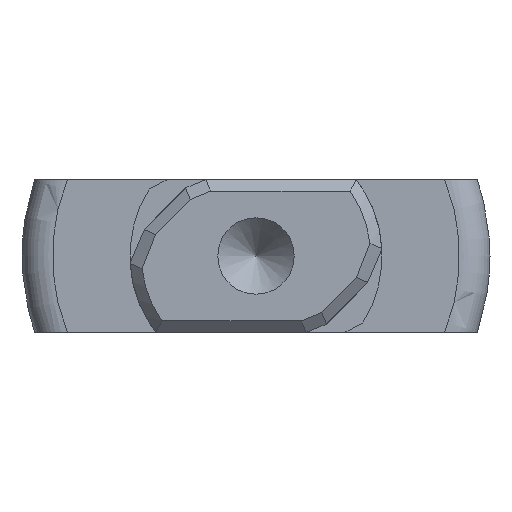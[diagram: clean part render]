
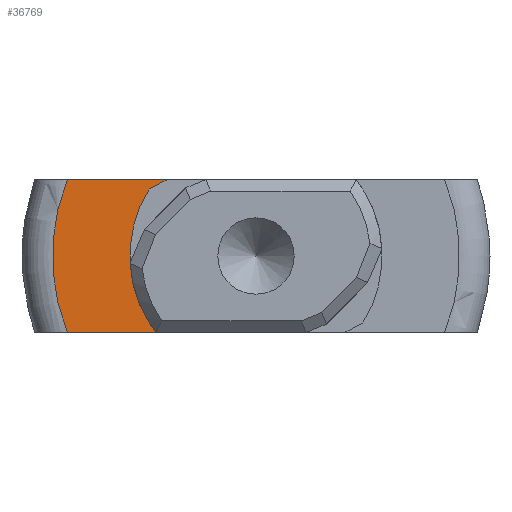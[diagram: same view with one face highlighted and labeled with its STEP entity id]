
A CAD part, left-side view. The second image highlights one B-rep face of the part: STEP entity #36769.
In plain terms, the highlighted planar face has unit normal (-1, 0, 0).
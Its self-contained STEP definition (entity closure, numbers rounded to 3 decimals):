
#722 = PLANE('',#723);
#723 = AXIS2_PLACEMENT_3D('',#724,#725,#726);
#724 = CARTESIAN_POINT('',(-6.25,-6.25,2.));
#725 = DIRECTION('',(0.,0.,1.));
#726 = DIRECTION('',(0.,1.,0.));
#15526 = VERTEX_POINT('',#15527);
#15527 = CARTESIAN_POINT('',(0.,4.94,2.));
#15561 = TOROIDAL_SURFACE('',#15562,5.329,0.8);
#15562 = AXIS2_PLACEMENT_3D('',#15563,#15564,#15565);
#15563 = CARTESIAN_POINT('',(0.8,0.,0.));
#15564 = DIRECTION('',(1.,0.,0.));
#15565 = DIRECTION('',(0.,0.,-1.));
#15595 = EDGE_CURVE('',#15526,#15596,#15598,.T.);
#15596 = VERTEX_POINT('',#15597);
#15597 = CARTESIAN_POINT('',(0.,2.327,2.));
#15598 = SURFACE_CURVE('',#15599,(#15603,#15610),.PCURVE_S1.);
#15599 = LINE('',#15600,#15601);
#15600 = CARTESIAN_POINT('',(0.,5.79,2.));
#15601 = VECTOR('',#15602,1.);
#15602 = DIRECTION('',(0.,-1.,0.));
#15603 = PCURVE('',#722,#15604);
#15604 = DEFINITIONAL_REPRESENTATION('',(#15605),#15609);
#15605 = LINE('',#15606,#15607);
#15606 = CARTESIAN_POINT('',(12.04,-6.25));
#15607 = VECTOR('',#15608,1.);
#15608 = DIRECTION('',(-1.,-0.));
#15609 = ( GEOMETRIC_REPRESENTATION_CONTEXT(2) 
PARAMETRIC_REPRESENTATION_CONTEXT() REPRESENTATION_CONTEXT('2D SPACE',''
  ) );
#15610 = PCURVE('',#15611,#15616);
#15611 = PLANE('',#15612);
#15612 = AXIS2_PLACEMENT_3D('',#15613,#15614,#15615);
#15613 = CARTESIAN_POINT('',(0.,5.329,
    0.));
#15614 = DIRECTION('',(-1.,0.,0.));
#15615 = DIRECTION('',(0.,0.,1.));
#15616 = DEFINITIONAL_REPRESENTATION('',(#15617),#15621);
#15617 = LINE('',#15618,#15619);
#15618 = CARTESIAN_POINT('',(2.,0.46));
#15619 = VECTOR('',#15620,1.);
#15620 = DIRECTION('',(0.,-1.));
#15621 = ( GEOMETRIC_REPRESENTATION_CONTEXT(2) 
PARAMETRIC_REPRESENTATION_CONTEXT() REPRESENTATION_CONTEXT('2D SPACE',''
  ) );
#15639 = PLANE('',#15640);
#15640 = AXIS2_PLACEMENT_3D('',#15641,#15642,#15643);
#15641 = CARTESIAN_POINT('',(-21.125,2.561,1.878));
#15642 = DIRECTION('',(0.,0.464,0.886
    ));
#15643 = DIRECTION('',(1.,0.,0.));
#32975 = PLANE('',#32976);
#32976 = AXIS2_PLACEMENT_3D('',#32977,#32978,#32979);
#32977 = CARTESIAN_POINT('',(-6.25,6.25,-2.));
#32978 = DIRECTION('',(0.,0.,-1.));
#32979 = DIRECTION('',(0.,-1.,0.));
#35056 = PLANE('',#35057);
#35057 = AXIS2_PLACEMENT_3D('',#35058,#35059,#35060);
#35058 = CARTESIAN_POINT('',(-21.125,2.561,-1.878));
#35059 = DIRECTION('',(0.,0.464,-0.886
    ));
#35060 = DIRECTION('',(-1.,0.,0.));
#35076 = VERTEX_POINT('',#35077);
#35077 = CARTESIAN_POINT('',(0.,2.795,
    -1.755));
#35091 = CYLINDRICAL_SURFACE('',#35092,3.3);
#35092 = AXIS2_PLACEMENT_3D('',#35093,#35094,#35095);
#35093 = CARTESIAN_POINT('',(-21.125,0.,
    0.));
#35094 = DIRECTION('',(1.,0.,0.));
#35095 = DIRECTION('',(0.,1.,0.));
#35103 = EDGE_CURVE('',#35104,#35076,#35106,.T.);
#35104 = VERTEX_POINT('',#35105);
#35105 = CARTESIAN_POINT('',(0.,2.327,-2.));
#35106 = SURFACE_CURVE('',#35107,(#35111,#35118),.PCURVE_S1.);
#35107 = LINE('',#35108,#35109);
#35108 = CARTESIAN_POINT('',(0.,4.033,-1.107));
#35109 = VECTOR('',#35110,1.);
#35110 = DIRECTION('',(0.,0.886,0.464)
  );
#35111 = PCURVE('',#35056,#35112);
#35112 = DEFINITIONAL_REPRESENTATION('',(#35113),#35117);
#35113 = LINE('',#35114,#35115);
#35114 = CARTESIAN_POINT('',(-21.125,1.662));
#35115 = VECTOR('',#35116,1.);
#35116 = DIRECTION('',(0.,1.));
#35117 = ( GEOMETRIC_REPRESENTATION_CONTEXT(2) 
PARAMETRIC_REPRESENTATION_CONTEXT() REPRESENTATION_CONTEXT('2D SPACE',''
  ) );
#35118 = PCURVE('',#15611,#35119);
#35119 = DEFINITIONAL_REPRESENTATION('',(#35120),#35124);
#35120 = LINE('',#35121,#35122);
#35121 = CARTESIAN_POINT('',(-1.107,-1.296));
#35122 = VECTOR('',#35123,1.);
#35123 = DIRECTION('',(0.464,0.886));
#35124 = ( GEOMETRIC_REPRESENTATION_CONTEXT(2) 
PARAMETRIC_REPRESENTATION_CONTEXT() REPRESENTATION_CONTEXT('2D SPACE',''
  ) );
#35612 = EDGE_CURVE('',#35104,#35613,#35615,.T.);
#35613 = VERTEX_POINT('',#35614);
#35614 = CARTESIAN_POINT('',(0.,4.94,-2.));
#35615 = SURFACE_CURVE('',#35616,(#35620,#35627),.PCURVE_S1.);
#35616 = LINE('',#35617,#35618);
#35617 = CARTESIAN_POINT('',(0.,-0.46,-2.));
#35618 = VECTOR('',#35619,1.);
#35619 = DIRECTION('',(0.,1.,0.));
#35620 = PCURVE('',#32975,#35621);
#35621 = DEFINITIONAL_REPRESENTATION('',(#35622),#35626);
#35622 = LINE('',#35623,#35624);
#35623 = CARTESIAN_POINT('',(6.71,-6.25));
#35624 = VECTOR('',#35625,1.);
#35625 = DIRECTION('',(-1.,-0.));
#35626 = ( GEOMETRIC_REPRESENTATION_CONTEXT(2) 
PARAMETRIC_REPRESENTATION_CONTEXT() REPRESENTATION_CONTEXT('2D SPACE',''
  ) );
#35627 = PCURVE('',#15611,#35628);
#35628 = DEFINITIONAL_REPRESENTATION('',(#35629),#35633);
#35629 = LINE('',#35630,#35631);
#35630 = CARTESIAN_POINT('',(-2.,-5.79));
#35631 = VECTOR('',#35632,1.);
#35632 = DIRECTION('',(0.,1.));
#35633 = ( GEOMETRIC_REPRESENTATION_CONTEXT(2) 
PARAMETRIC_REPRESENTATION_CONTEXT() REPRESENTATION_CONTEXT('2D SPACE',''
  ) );
#36256 = EDGE_CURVE('',#36257,#15596,#36259,.T.);
#36257 = VERTEX_POINT('',#36258);
#36258 = CARTESIAN_POINT('',(0.,2.795,
    1.755));
#36259 = SURFACE_CURVE('',#36260,(#36264,#36271),.PCURVE_S1.);
#36260 = LINE('',#36261,#36262);
#36261 = CARTESIAN_POINT('',(0.,4.033,1.107));
#36262 = VECTOR('',#36263,1.);
#36263 = DIRECTION('',(0.,-0.886,0.464)
  );
#36264 = PCURVE('',#15639,#36265);
#36265 = DEFINITIONAL_REPRESENTATION('',(#36266),#36270);
#36266 = LINE('',#36267,#36268);
#36267 = CARTESIAN_POINT('',(21.125,1.662));
#36268 = VECTOR('',#36269,1.);
#36269 = DIRECTION('',(0.,-1.));
#36270 = ( GEOMETRIC_REPRESENTATION_CONTEXT(2) 
PARAMETRIC_REPRESENTATION_CONTEXT() REPRESENTATION_CONTEXT('2D SPACE',''
  ) );
#36271 = PCURVE('',#15611,#36272);
#36272 = DEFINITIONAL_REPRESENTATION('',(#36273),#36277);
#36273 = LINE('',#36274,#36275);
#36274 = CARTESIAN_POINT('',(1.107,-1.296));
#36275 = VECTOR('',#36276,1.);
#36276 = DIRECTION('',(0.464,-0.886));
#36277 = ( GEOMETRIC_REPRESENTATION_CONTEXT(2) 
PARAMETRIC_REPRESENTATION_CONTEXT() REPRESENTATION_CONTEXT('2D SPACE',''
  ) );
#36306 = EDGE_CURVE('',#35076,#36257,#36307,.T.);
#36307 = SURFACE_CURVE('',#36308,(#36313,#36320),.PCURVE_S1.);
#36308 = CIRCLE('',#36309,3.3);
#36309 = AXIS2_PLACEMENT_3D('',#36310,#36311,#36312);
#36310 = CARTESIAN_POINT('',(0.,0.,
    0.));
#36311 = DIRECTION('',(1.,0.,0.));
#36312 = DIRECTION('',(0.,0.,1.));
#36313 = PCURVE('',#35091,#36314);
#36314 = DEFINITIONAL_REPRESENTATION('',(#36315),#36319);
#36315 = LINE('',#36316,#36317);
#36316 = CARTESIAN_POINT('',(1.571,21.125));
#36317 = VECTOR('',#36318,1.);
#36318 = DIRECTION('',(1.,0.));
#36319 = ( GEOMETRIC_REPRESENTATION_CONTEXT(2) 
PARAMETRIC_REPRESENTATION_CONTEXT() REPRESENTATION_CONTEXT('2D SPACE',''
  ) );
#36320 = PCURVE('',#15611,#36321);
#36321 = DEFINITIONAL_REPRESENTATION('',(#36322),#36330);
#36322 = ( BOUNDED_CURVE() B_SPLINE_CURVE(2,(#36323,#36324,#36325,#36326
    ,#36327,#36328,#36329),.UNSPECIFIED.,.T.,.F.) 
B_SPLINE_CURVE_WITH_KNOTS((1,2,2,2,2,1),(-2.094,0.,
    2.094,4.189,6.283,8.378),
.UNSPECIFIED.) CURVE() GEOMETRIC_REPRESENTATION_ITEM() 
RATIONAL_B_SPLINE_CURVE((1.,0.5,1.,0.5,1.,0.5,1.)) REPRESENTATION_ITEM(
  '') );
#36323 = CARTESIAN_POINT('',(3.3,-5.329));
#36324 = CARTESIAN_POINT('',(3.3,-11.045));
#36325 = CARTESIAN_POINT('',(-1.65,-8.187));
#36326 = CARTESIAN_POINT('',(-6.6,-5.329));
#36327 = CARTESIAN_POINT('',(-1.65,-2.471));
#36328 = CARTESIAN_POINT('',(3.3,0.387));
#36329 = CARTESIAN_POINT('',(3.3,-5.329));
#36330 = ( GEOMETRIC_REPRESENTATION_CONTEXT(2) 
PARAMETRIC_REPRESENTATION_CONTEXT() REPRESENTATION_CONTEXT('2D SPACE',''
  ) );
#36769 = ADVANCED_FACE('',(#36770),#15611,.T.);
#36770 = FACE_BOUND('',#36771,.T.);
#36771 = EDGE_LOOP('',(#36772,#36773,#36774,#36775,#36801,#36802));
#36772 = ORIENTED_EDGE('',*,*,#36306,.T.);
#36773 = ORIENTED_EDGE('',*,*,#36256,.T.);
#36774 = ORIENTED_EDGE('',*,*,#15595,.F.);
#36775 = ORIENTED_EDGE('',*,*,#36776,.F.);
#36776 = EDGE_CURVE('',#35613,#15526,#36777,.T.);
#36777 = SURFACE_CURVE('',#36778,(#36783,#36794),.PCURVE_S1.);
#36778 = CIRCLE('',#36779,5.329);
#36779 = AXIS2_PLACEMENT_3D('',#36780,#36781,#36782);
#36780 = CARTESIAN_POINT('',(0.,0.,0.)
  );
#36781 = DIRECTION('',(1.,0.,0.));
#36782 = DIRECTION('',(0.,0.,1.));
#36783 = PCURVE('',#15611,#36784);
#36784 = DEFINITIONAL_REPRESENTATION('',(#36785),#36793);
#36785 = ( BOUNDED_CURVE() B_SPLINE_CURVE(2,(#36786,#36787,#36788,#36789
    ,#36790,#36791,#36792),.UNSPECIFIED.,.T.,.F.) 
B_SPLINE_CURVE_WITH_KNOTS((1,2,2,2,2,1),(-2.094,0.,
    2.094,4.189,6.283,8.378),
.UNSPECIFIED.) CURVE() GEOMETRIC_REPRESENTATION_ITEM() 
RATIONAL_B_SPLINE_CURVE((1.,0.5,1.,0.5,1.,0.5,1.)) REPRESENTATION_ITEM(
  '') );
#36786 = CARTESIAN_POINT('',(5.329,-5.329));
#36787 = CARTESIAN_POINT('',(5.329,-14.56));
#36788 = CARTESIAN_POINT('',(-2.665,-9.945));
#36789 = CARTESIAN_POINT('',(-10.659,-5.329));
#36790 = CARTESIAN_POINT('',(-2.665,-0.714));
#36791 = CARTESIAN_POINT('',(5.329,3.901));
#36792 = CARTESIAN_POINT('',(5.329,-5.329));
#36793 = ( GEOMETRIC_REPRESENTATION_CONTEXT(2) 
PARAMETRIC_REPRESENTATION_CONTEXT() REPRESENTATION_CONTEXT('2D SPACE',''
  ) );
#36794 = PCURVE('',#15561,#36795);
#36795 = DEFINITIONAL_REPRESENTATION('',(#36796),#36800);
#36796 = LINE('',#36797,#36798);
#36797 = CARTESIAN_POINT('',(-3.142,4.712));
#36798 = VECTOR('',#36799,1.);
#36799 = DIRECTION('',(1.,0.));
#36800 = ( GEOMETRIC_REPRESENTATION_CONTEXT(2) 
PARAMETRIC_REPRESENTATION_CONTEXT() REPRESENTATION_CONTEXT('2D SPACE',''
  ) );
#36801 = ORIENTED_EDGE('',*,*,#35612,.F.);
#36802 = ORIENTED_EDGE('',*,*,#35103,.T.);
